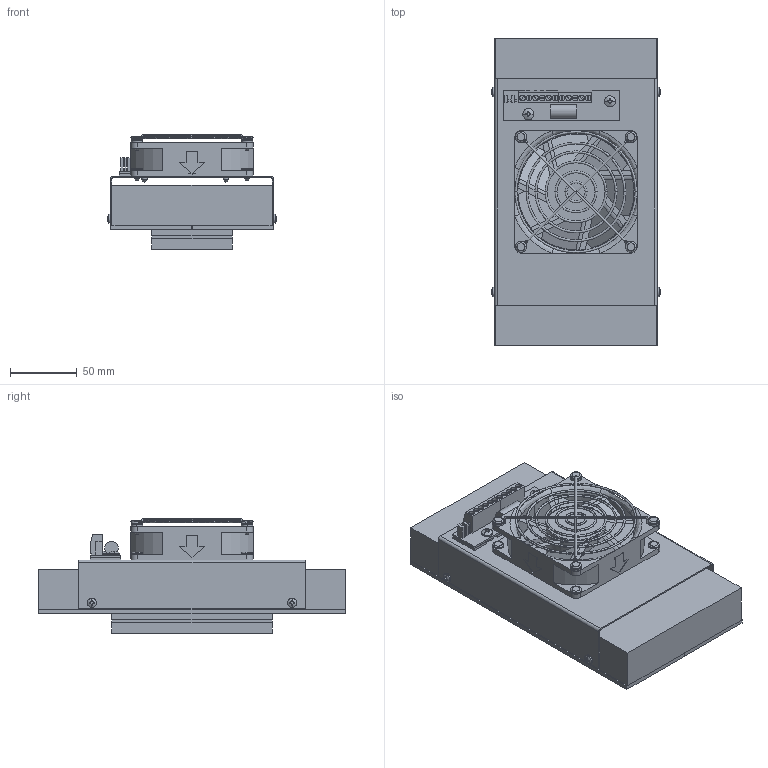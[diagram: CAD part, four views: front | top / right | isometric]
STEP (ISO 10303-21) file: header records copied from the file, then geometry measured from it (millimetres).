
FILE_DESCRIPTION (( 'STEP AP214' ), '1' );
FILE_NAME ('錨璃62.STEP', '2018-11-17T06:57:51', ( '' ), ( '' ), 'SwSTEP 2.0', 'SolidWorks 2016', '' );
FILE_SCHEMA (( 'AUTOMOTIVE_DESIGN' ));
Length unit declared in the file: millimetre
Products named in the file (1): 錨璃62
Bounding box: 126.62 x 230 x 85.84 mm (x, y, z)
Surface area: 182672.2 mm2 (no closed solid volume)
Topology: 0 solids, 11 shells, 796 faces, 2204 edges, 1461 vertices
Faces by surface type: plane 457, cylinder 199, bspline 112, cone 20, torus 8
Entity records: 30244 total; most frequent: CARTESIAN_POINT 7589, ORIENTED_EDGE 4130, DIRECTION 3840, EDGE_CURVE 2200, VERTEX_POINT 1461, VECTOR 1288, LINE 1288, AXIS2_PLACEMENT_3D 1276
